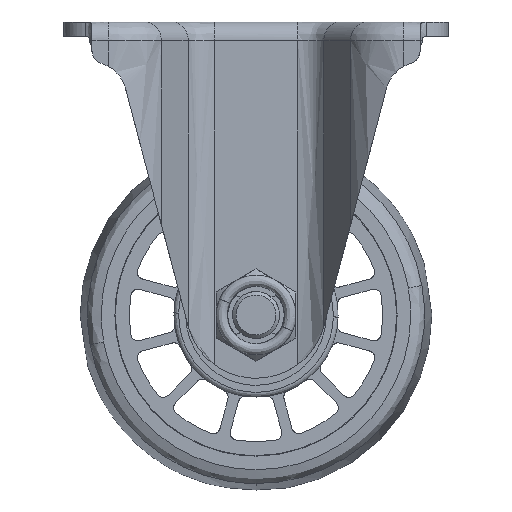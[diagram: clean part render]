
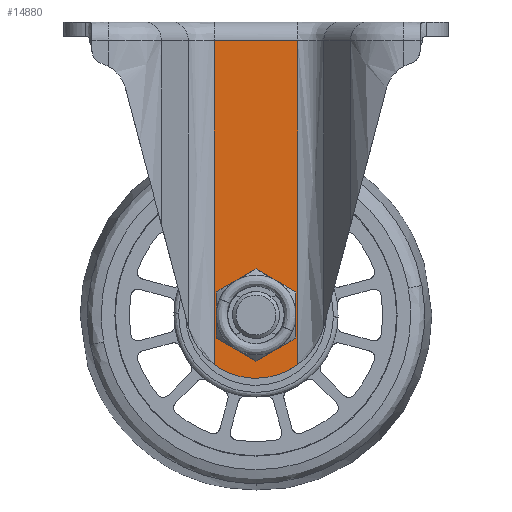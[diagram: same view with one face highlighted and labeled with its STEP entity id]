
A CAD part, front view. The second image highlights one B-rep face of the part: STEP entity #14880.
In plain terms, the highlighted free-form (B-spline) face has degree [1, 1] with [2, 2] control points.
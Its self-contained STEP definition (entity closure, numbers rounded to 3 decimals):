
#10705=CARTESIAN_POINT('',(-4.205,-25.5,-4.28));
#10706=VERTEX_POINT('',#10705);
#10712=CARTESIAN_POINT('',(0.,-25.5,-6.));
#10713=VERTEX_POINT('',#10712);
#10714=CARTESIAN_POINT('',(-4.205,-25.5,-4.28));
#10715=CARTESIAN_POINT('',(-3.877,-25.5,-4.603));
#10716=CARTESIAN_POINT('',(-3.24,-25.5,-5.098));
#10717=CARTESIAN_POINT('',(-2.237,-25.5,-5.596));
#10718=CARTESIAN_POINT('',(-1.189,-25.5,-5.917));
#10719=CARTESIAN_POINT('',(-0.437,-25.5,-6.));
#10720=CARTESIAN_POINT('',(0.,-25.5,-6.));
#10721=B_SPLINE_CURVE_WITH_KNOTS('',3,(#10714,#10715,#10716,#10717,#10718,#10719,#10720),.UNSPECIFIED.,.F.,.U.,(4,1,1,1,4),(0.,1.383,2.403,3.349,4.66),.UNSPECIFIED.);
#10722=EDGE_CURVE('',#10706,#10713,#10721,.T.);
#10724=CARTESIAN_POINT('',(6.,-25.5,0.));
#10725=VERTEX_POINT('',#10724);
#10726=CARTESIAN_POINT('',(0.,-25.5,-6.));
#10727=CARTESIAN_POINT('',(0.393,-25.5,-6.));
#10728=CARTESIAN_POINT('',(1.203,-25.5,-5.92));
#10729=CARTESIAN_POINT('',(2.287,-25.5,-5.584));
#10730=CARTESIAN_POINT('',(3.354,-25.5,-5.022));
#10731=CARTESIAN_POINT('',(4.18,-25.5,-4.353));
#10732=CARTESIAN_POINT('',(4.882,-25.5,-3.529));
#10733=CARTESIAN_POINT('',(5.399,-25.5,-2.69));
#10734=CARTESIAN_POINT('',(5.867,-25.5,-1.497));
#10735=CARTESIAN_POINT('',(6.,-25.5,-0.565));
#10736=CARTESIAN_POINT('',(6.,-25.5,0.));
#10737=B_SPLINE_CURVE_WITH_KNOTS('',3,(#10726,#10727,#10728,#10729,#10730,#10731,#10732,#10733,#10734,#10735,#10736),.UNSPECIFIED.,.F.,.U.,(4,1,1,1,1,1,1,1,4),(0.,1.178,2.43,3.387,4.786,5.596,6.627,7.731,9.425),.UNSPECIFIED.);
#10738=EDGE_CURVE('',#10713,#10725,#10737,.T.);
#10740=CARTESIAN_POINT('',(4.205,-25.5,4.28));
#10741=VERTEX_POINT('',#10740);
#10742=CARTESIAN_POINT('',(6.,-25.5,0.));
#10743=CARTESIAN_POINT('',(6.,-25.5,0.521));
#10744=CARTESIAN_POINT('',(5.86,-25.5,1.588));
#10745=CARTESIAN_POINT('',(5.24,-25.5,3.067));
#10746=CARTESIAN_POINT('',(4.577,-25.5,3.914));
#10747=CARTESIAN_POINT('',(4.205,-25.5,4.28));
#10748=B_SPLINE_CURVE_WITH_KNOTS('',3,(#10742,#10743,#10744,#10745,#10746,#10747),.UNSPECIFIED.,.F.,.U.,(4,1,1,4),(0.,1.563,3.201,4.765),.UNSPECIFIED.);
#10749=EDGE_CURVE('',#10725,#10741,#10748,.T.);
#10842=CARTESIAN_POINT('',(0.,-25.5,6.));
#10843=VERTEX_POINT('',#10842);
#10844=CARTESIAN_POINT('',(4.205,-25.5,4.28));
#10845=CARTESIAN_POINT('',(3.894,-25.5,4.586));
#10846=CARTESIAN_POINT('',(3.184,-25.5,5.145));
#10847=CARTESIAN_POINT('',(1.772,-25.5,5.815));
#10848=CARTESIAN_POINT('',(0.655,-25.5,6.));
#10849=CARTESIAN_POINT('',(0.,-25.5,6.));
#10850=B_SPLINE_CURVE_WITH_KNOTS('',3,(#10844,#10845,#10846,#10847,#10848,#10849),.UNSPECIFIED.,.F.,.U.,(4,1,1,4),(0.,1.311,2.694,4.66),.UNSPECIFIED.);
#10851=EDGE_CURVE('',#10741,#10843,#10850,.T.);
#10853=CARTESIAN_POINT('',(-6.,-25.5,0.));
#10854=VERTEX_POINT('',#10853);
#10855=CARTESIAN_POINT('',(0.,-25.5,6.));
#10856=CARTESIAN_POINT('',(-0.614,-25.5,6.));
#10857=CARTESIAN_POINT('',(-1.546,-25.5,5.856));
#10858=CARTESIAN_POINT('',(-2.755,-25.5,5.364));
#10859=CARTESIAN_POINT('',(-3.821,-25.5,4.698));
#10860=CARTESIAN_POINT('',(-4.709,-25.5,3.798));
#10861=CARTESIAN_POINT('',(-5.348,-25.5,2.775));
#10862=CARTESIAN_POINT('',(-5.846,-25.5,1.595));
#10863=CARTESIAN_POINT('',(-6.,-25.5,0.638));
#10864=CARTESIAN_POINT('',(-6.,-25.5,0.));
#10865=B_SPLINE_CURVE_WITH_KNOTS('',3,(#10855,#10856,#10857,#10858,#10859,#10860,#10861,#10862,#10863,#10864),.UNSPECIFIED.,.F.,.U.,(4,1,1,1,1,1,1,4),(0.,1.841,2.798,3.903,5.596,6.553,7.51,9.425),.UNSPECIFIED.);
#10866=EDGE_CURVE('',#10843,#10854,#10865,.T.);
#10868=CARTESIAN_POINT('',(-6.,-25.5,0.));
#10869=CARTESIAN_POINT('',(-6.,-25.5,-0.67));
#10870=CARTESIAN_POINT('',(-5.807,-25.5,-1.811));
#10871=CARTESIAN_POINT('',(-5.107,-25.5,-3.249));
#10872=CARTESIAN_POINT('',(-4.524,-25.5,-3.966));
#10873=CARTESIAN_POINT('',(-4.205,-25.5,-4.28));
#10874=B_SPLINE_CURVE_WITH_KNOTS('',3,(#10868,#10869,#10870,#10871,#10872,#10873),.UNSPECIFIED.,.F.,.U.,(4,1,1,4),(0.,2.01,3.425,4.765),.UNSPECIFIED.);
#10875=EDGE_CURVE('',#10854,#10706,#10874,.T.);
#12653=CARTESIAN_POINT('',(8.881,-25.5,-10.588));
#12654=VERTEX_POINT('',#12653);
#12655=CARTESIAN_POINT('',(-8.881,-25.5,-10.588));
#12656=VERTEX_POINT('',#12655);
#12657=CARTESIAN_POINT('',(8.881,-25.5,-10.588));
#12658=CARTESIAN_POINT('',(7.964,-25.5,-11.263));
#12659=CARTESIAN_POINT('',(6.537,-25.5,-12.079));
#12660=CARTESIAN_POINT('',(4.168,-25.5,-12.961));
#12661=CARTESIAN_POINT('',(2.13,-25.5,-13.412));
#12662=CARTESIAN_POINT('',(-0.099,-25.5,-13.544));
#12663=CARTESIAN_POINT('',(-2.523,-25.5,-13.364));
#12664=CARTESIAN_POINT('',(-4.889,-25.5,-12.766));
#12665=CARTESIAN_POINT('',(-7.149,-25.5,-11.742));
#12666=CARTESIAN_POINT('',(-8.323,-25.5,-10.999));
#12667=CARTESIAN_POINT('',(-8.881,-25.5,-10.588));
#12668=B_SPLINE_CURVE_WITH_KNOTS('',3,(#12657,#12658,#12659,#12660,#12661,#12662,#12663,#12664,#12665,#12666,#12667),.UNSPECIFIED.,.F.,.U.,(4,1,1,1,1,1,1,1,4),(0.,3.416,4.901,7.574,9.653,11.584,14.851,16.93,19.009),.UNSPECIFIED.);
#12669=EDGE_CURVE('',#12654,#12656,#12668,.T.);
#14829=CARTESIAN_POINT('',(8.881,-25.5,58.5));
#14830=VERTEX_POINT('',#14829);
#14842=CARTESIAN_POINT('',(8.881,-25.5,-10.588));
#14843=CARTESIAN_POINT('',(8.881,-25.5,58.5));
#14844=QUASI_UNIFORM_CURVE('',1,(#14842,#14843),.UNSPECIFIED.,.F.,.U.);
#14845=EDGE_CURVE('',#12654,#14830,#14844,.T.);
#14851=CARTESIAN_POINT('',(9.768,-25.5,-17.096));
#14852=CARTESIAN_POINT('',(-9.768,-25.5,-17.096));
#14853=CARTESIAN_POINT('',(9.768,-25.5,62.096));
#14854=CARTESIAN_POINT('',(-9.768,-25.5,62.096));
#14855=B_SPLINE_SURFACE_WITH_KNOTS('',1,1,((#14851,#14853),(#14852,#14854)),.UNSPECIFIED.,.F.,.F.,.U.,(2,2),(2,2),(0.0,19.537),(0.0,79.193),.UNSPECIFIED.);
#14856=ORIENTED_EDGE('',*,*,#14845,.T.);
#14857=CARTESIAN_POINT('',(-8.881,-25.5,58.5));
#14858=VERTEX_POINT('',#14857);
#14859=CARTESIAN_POINT('',(8.881,-25.5,58.5));
#14860=CARTESIAN_POINT('',(-8.881,-25.5,58.5));
#14861=QUASI_UNIFORM_CURVE('',1,(#14859,#14860),.UNSPECIFIED.,.F.,.U.);
#14862=EDGE_CURVE('',#14830,#14858,#14861,.T.);
#14863=ORIENTED_EDGE('',*,*,#14862,.T.);
#14864=CARTESIAN_POINT('',(-8.881,-25.5,-10.588));
#14865=CARTESIAN_POINT('',(-8.881,-25.5,58.5));
#14866=QUASI_UNIFORM_CURVE('',1,(#14864,#14865),.UNSPECIFIED.,.F.,.U.);
#14867=EDGE_CURVE('',#12656,#14858,#14866,.T.);
#14868=ORIENTED_EDGE('',*,*,#14867,.F.);
#14869=ORIENTED_EDGE('',*,*,#12669,.F.);
#14870=EDGE_LOOP('',(#14856,#14863,#14868,#14869));
#14871=FACE_OUTER_BOUND('',#14870,.T.);
#14872=ORIENTED_EDGE('',*,*,#10866,.F.);
#14873=ORIENTED_EDGE('',*,*,#10851,.F.);
#14874=ORIENTED_EDGE('',*,*,#10749,.F.);
#14875=ORIENTED_EDGE('',*,*,#10738,.F.);
#14876=ORIENTED_EDGE('',*,*,#10722,.F.);
#14877=ORIENTED_EDGE('',*,*,#10875,.F.);
#14878=EDGE_LOOP('',(#14872,#14873,#14874,#14875,#14876,#14877));
#14879=FACE_BOUND('',#14878,.T.);
#14880=ADVANCED_FACE('',(#14871,#14879),#14855,.F.);
